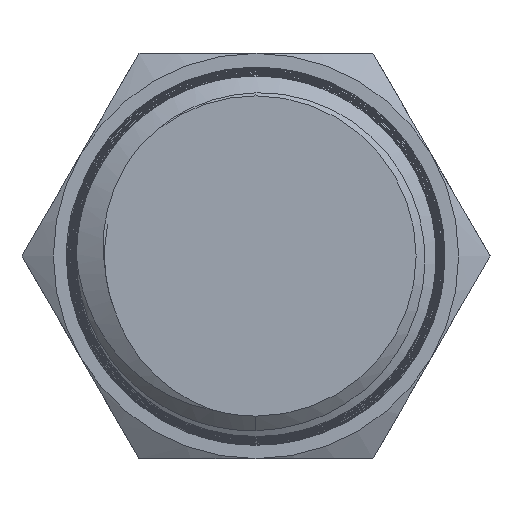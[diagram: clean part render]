
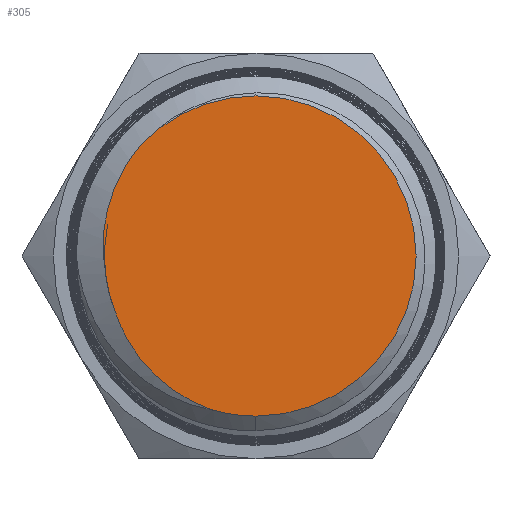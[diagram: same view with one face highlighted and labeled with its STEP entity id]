
A CAD part, front view. The second image highlights one B-rep face of the part: STEP entity #305.
In plain terms, the highlighted planar face has unit normal (0, -1, 0).
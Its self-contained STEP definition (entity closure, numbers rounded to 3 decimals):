
#10 = CARTESIAN_POINT ( 'NONE',  ( 0., 0., 0. ) ) ;
#198 = CARTESIAN_POINT ( 'NONE',  ( -3.251, 0., -2.663 ) ) ;
#280 = DIRECTION ( 'NONE',  ( 0., 0., 1. ) ) ;
#305 = ADVANCED_FACE ( 'NONE', ( #2764 ), #3120, .F. ) ;
#523 = ORIENTED_EDGE ( 'NONE', *, *, #5874, .T. ) ;
#546 = CARTESIAN_POINT ( 'NONE',  ( -4.139, 0., 0.722 ) ) ;
#552 = EDGE_CURVE ( 'NONE', #1754, #4831, #3512, .T. ) ;
#575 = VERTEX_POINT ( 'NONE', #3083 ) ;
#652 = CIRCLE ( 'NONE', #7461, 4.346 ) ;
#677 = EDGE_CURVE ( 'NONE', #575, #2796, #652, .T. ) ;
#721 = DIRECTION ( 'NONE',  ( 0., -1., 0. ) ) ;
#1166 = CARTESIAN_POINT ( 'NONE',  ( -3.928, 0., 1.65 ) ) ;
#1297 = AXIS2_PLACEMENT_3D ( 'NONE', #10, #3687, #3762 ) ;
#1453 = VERTEX_POINT ( 'NONE', #6671 ) ;
#1471 = EDGE_LOOP ( 'NONE', ( #5984, #4122, #6658, #523, #3247, #4728 ) ) ;
#1603 = CARTESIAN_POINT ( 'NONE',  ( -3.135, 0., 3.01 ) ) ;
#1754 = VERTEX_POINT ( 'NONE', #3899 ) ;
#1787 = CARTESIAN_POINT ( 'NONE',  ( -3.516, 0., 2.509 ) ) ;
#1872 = EDGE_CURVE ( 'NONE', #4831, #1453, #2105, .T. ) ;
#1912 = CARTESIAN_POINT ( 'NONE',  ( -2.583, 0., -3.39 ) ) ;
#1935 = CARTESIAN_POINT ( 'NONE',  ( -2.328, 0., -3.593 ) ) ;
#2105 = B_SPLINE_CURVE_WITH_KNOTS ( 'NONE', 3,
 ( #5809, #2139, #6419, #2751 ),
 .UNSPECIFIED., .F., .F.,
 ( 4, 4 ),
 ( 0., 0.001 ),
 .UNSPECIFIED. ) ;
#2139 = CARTESIAN_POINT ( 'NONE',  ( -3.949, 0., -1.182 ) ) ;
#2361 = CARTESIAN_POINT ( 'NONE',  ( -4.136, 0., -0.223 ) ) ;
#2388 = CARTESIAN_POINT ( 'NONE',  ( -3.135, 0., 3.01 ) ) ;
#2566 = DIRECTION ( 'NONE',  ( 0., 0., 1. ) ) ;
#2592 = CARTESIAN_POINT ( 'NONE',  ( -1.473, 0., -4.081 ) ) ;
#2751 = CARTESIAN_POINT ( 'NONE',  ( -4.074, 0., -0.537 ) ) ;
#2764 = FACE_OUTER_BOUND ( 'NONE', #1471, .T. ) ;
#2793 = DIRECTION ( 'NONE',  ( 0., -1., 0. ) ) ;
#2796 = VERTEX_POINT ( 'NONE', #5932 ) ;
#3049 = AXIS2_PLACEMENT_3D ( 'NONE', #7619, #3936, #280 ) ;
#3083 = CARTESIAN_POINT ( 'NONE',  ( 0., 0., -4.346 ) ) ;
#3120 = PLANE ( 'NONE',  #1297 ) ;
#3247 = ORIENTED_EDGE ( 'NONE', *, *, #6282, .F. ) ;
#3512 = B_SPLINE_CURVE_WITH_KNOTS ( 'NONE', 3,
 ( #5105, #2592, #7503, #1935, #1912, #6756, #198, #3853, #5681, #6914 ),
 .UNSPECIFIED., .F., .F.,
 ( 4, 2, 2, 2, 4 ),
 ( 0.001, 0.002, 0.003, 0.004, 0.005 ),
 .UNSPECIFIED. ) ;
#3610 = AXIS2_PLACEMENT_3D ( 'NONE', #6465, #2793, #7078 ) ;
#3687 = DIRECTION ( 'NONE',  ( 0., 1., 0. ) ) ;
#3762 = DIRECTION ( 'NONE',  ( 0., 0., 1. ) ) ;
#3827 = EDGE_CURVE ( 'NONE', #1754, #575, #3966, .T. ) ;
#3853 = CARTESIAN_POINT ( 'NONE',  ( -3.591, 0., -2.106 ) ) ;
#3899 = CARTESIAN_POINT ( 'NONE',  ( -1.164, 0., -4.187 ) ) ;
#3936 = DIRECTION ( 'NONE',  ( 0., -1., 0. ) ) ;
#3966 = CIRCLE ( 'NONE', #3049, 4.346 ) ;
#4122 = ORIENTED_EDGE ( 'NONE', *, *, #3827, .T. ) ;
#4185 = CARTESIAN_POINT ( 'NONE',  ( -4.074, 0., -0.537 ) ) ;
#4208 = CARTESIAN_POINT ( 'NONE',  ( -4.161, 0., 0.091 ) ) ;
#4302 = B_SPLINE_CURVE_WITH_KNOTS ( 'NONE', 3,
 ( #4185, #2361, #4208, #546, #4829, #1166, #5454, #1787, #6057, #2388 ),
 .UNSPECIFIED., .F., .F.,
 ( 4, 2, 2, 2, 4 ),
 ( 0., 0.001, 0.002, 0.003, 0.004 ),
 .UNSPECIFIED. ) ;
#4647 = CARTESIAN_POINT ( 'NONE',  ( -3.83, 0., -1.488 ) ) ;
#4728 = ORIENTED_EDGE ( 'NONE', *, *, #1872, .F. ) ;
#4829 = CARTESIAN_POINT ( 'NONE',  ( -4.091, 0., 1.04 ) ) ;
#4831 = VERTEX_POINT ( 'NONE', #4647 ) ;
#5105 = CARTESIAN_POINT ( 'NONE',  ( -1.164, 0., -4.187 ) ) ;
#5454 = CARTESIAN_POINT ( 'NONE',  ( -3.813, 0., 1.945 ) ) ;
#5681 = CARTESIAN_POINT ( 'NONE',  ( -3.73, 0., -1.803 ) ) ;
#5809 = CARTESIAN_POINT ( 'NONE',  ( -3.83, 0., -1.488 ) ) ;
#5874 = EDGE_CURVE ( 'NONE', #2796, #7726, #6564, .T. ) ;
#5932 = CARTESIAN_POINT ( 'NONE',  ( 0., 0., 4.346 ) ) ;
#5984 = ORIENTED_EDGE ( 'NONE', *, *, #552, .F. ) ;
#6057 = CARTESIAN_POINT ( 'NONE',  ( -3.339, 0., 2.77 ) ) ;
#6225 = CARTESIAN_POINT ( 'NONE',  ( 0., 0., 0. ) ) ;
#6282 = EDGE_CURVE ( 'NONE', #1453, #7726, #4302, .T. ) ;
#6419 = CARTESIAN_POINT ( 'NONE',  ( -4.031, 0., -0.862 ) ) ;
#6465 = CARTESIAN_POINT ( 'NONE',  ( 0., 0., 0. ) ) ;
#6564 = CIRCLE ( 'NONE', #3610, 4.346 ) ;
#6658 = ORIENTED_EDGE ( 'NONE', *, *, #677, .T. ) ;
#6671 = CARTESIAN_POINT ( 'NONE',  ( -4.074, 0., -0.537 ) ) ;
#6756 = CARTESIAN_POINT ( 'NONE',  ( -3.049, 0., -2.92 ) ) ;
#6914 = CARTESIAN_POINT ( 'NONE',  ( -3.83, 0., -1.488 ) ) ;
#7078 = DIRECTION ( 'NONE',  ( 0., 0., 1. ) ) ;
#7461 = AXIS2_PLACEMENT_3D ( 'NONE', #6225, #721, #2566 ) ;
#7503 = CARTESIAN_POINT ( 'NONE',  ( -1.774, 0., -3.938 ) ) ;
#7619 = CARTESIAN_POINT ( 'NONE',  ( 0., 0., 0. ) ) ;
#7726 = VERTEX_POINT ( 'NONE', #1603 ) ;
